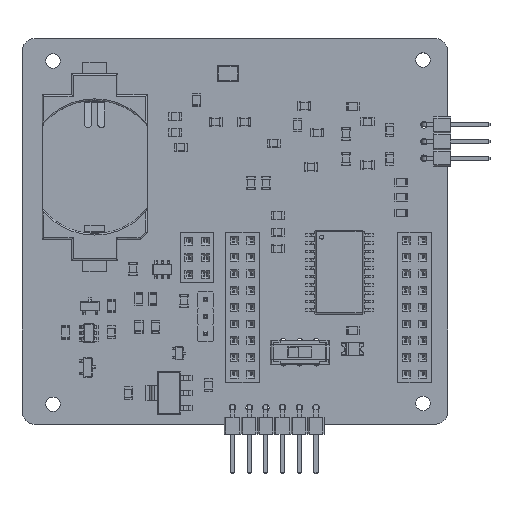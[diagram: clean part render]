
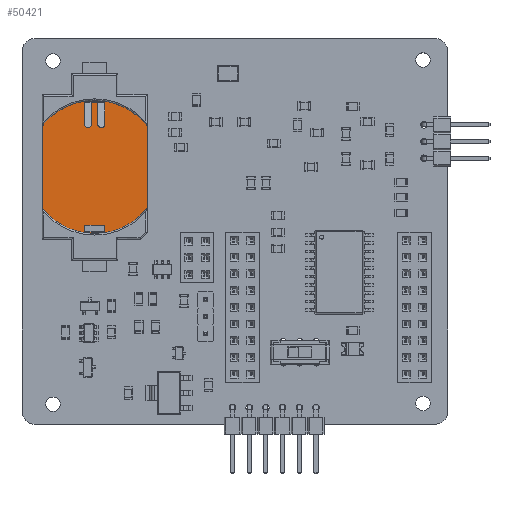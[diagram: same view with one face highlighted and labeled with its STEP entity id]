
A CAD part, top view. The second image highlights one B-rep face of the part: STEP entity #50421.
In plain terms, the highlighted planar face has unit normal (0, 0, 1).
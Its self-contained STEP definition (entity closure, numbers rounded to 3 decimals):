
#50191 = VERTEX_POINT('',#50192);
#50192 = CARTESIAN_POINT('',(-6.222,-8.,1.1));
#50198 = EDGE_CURVE('',#50191,#50199,#50201,.T.);
#50199 = VERTEX_POINT('',#50200);
#50200 = CARTESIAN_POINT('',(6.222,-8.,1.1));
#50201 = LINE('',#50202,#50203);
#50202 = CARTESIAN_POINT('',(-5.5,-8.,1.1));
#50203 = VECTOR('',#50204,1.);
#50204 = DIRECTION('',(1.,0.,0.));
#50362 = EDGE_CURVE('',#50199,#50363,#50365,.T.);
#50363 = VERTEX_POINT('',#50364);
#50364 = CARTESIAN_POINT('',(10.135,0.,1.1));
#50365 = CIRCLE('',#50366,10.135);
#50366 = AXIS2_PLACEMENT_3D('',#50367,#50368,#50369);
#50367 = CARTESIAN_POINT('',(0.,0.,1.1));
#50368 = DIRECTION('',(0.,0.,1.));
#50369 = DIRECTION('',(1.,0.,-0.));
#50371 = EDGE_CURVE('',#50363,#50372,#50374,.T.);
#50372 = VERTEX_POINT('',#50373);
#50373 = CARTESIAN_POINT('',(6.222,8.,1.1));
#50374 = CIRCLE('',#50375,10.135);
#50375 = AXIS2_PLACEMENT_3D('',#50376,#50377,#50378);
#50376 = CARTESIAN_POINT('',(0.,0.,1.1));
#50377 = DIRECTION('',(0.,0.,1.));
#50378 = DIRECTION('',(1.,0.,-0.));
#50421 = ADVANCED_FACE('',(#50422,#50442,#50476),#50574,.T.);
#50422 = FACE_BOUND('',#50423,.T.);
#50423 = EDGE_LOOP('',(#50424,#50425,#50426,#50434,#50441));
#50424 = ORIENTED_EDGE('',*,*,#50362,.T.);
#50425 = ORIENTED_EDGE('',*,*,#50371,.T.);
#50426 = ORIENTED_EDGE('',*,*,#50427,.T.);
#50427 = EDGE_CURVE('',#50372,#50428,#50430,.T.);
#50428 = VERTEX_POINT('',#50429);
#50429 = CARTESIAN_POINT('',(-6.222,8.,1.1));
#50430 = LINE('',#50431,#50432);
#50431 = CARTESIAN_POINT('',(5.5,8.,1.1));
#50432 = VECTOR('',#50433,1.);
#50433 = DIRECTION('',(-1.,0.,0.));
#50434 = ORIENTED_EDGE('',*,*,#50435,.T.);
#50435 = EDGE_CURVE('',#50428,#50191,#50436,.T.);
#50436 = CIRCLE('',#50437,10.135);
#50437 = AXIS2_PLACEMENT_3D('',#50438,#50439,#50440);
#50438 = CARTESIAN_POINT('',(0.,0.,1.1));
#50439 = DIRECTION('',(0.,0.,1.));
#50440 = DIRECTION('',(1.,0.,-0.));
#50441 = ORIENTED_EDGE('',*,*,#50198,.T.);
#50442 = FACE_BOUND('',#50443,.T.);
#50443 = EDGE_LOOP('',(#50444,#50454,#50462,#50470));
#50444 = ORIENTED_EDGE('',*,*,#50445,.F.);
#50445 = EDGE_CURVE('',#50446,#50448,#50450,.T.);
#50446 = VERTEX_POINT('',#50447);
#50447 = CARTESIAN_POINT('',(-9.785,1.5,1.1));
#50448 = VERTEX_POINT('',#50449);
#50449 = CARTESIAN_POINT('',(-9.885,1.5,1.1));
#50450 = LINE('',#50451,#50452);
#50451 = CARTESIAN_POINT('',(-4.872,1.5,1.1));
#50452 = VECTOR('',#50453,1.);
#50453 = DIRECTION('',(-1.,0.,0.));
#50454 = ORIENTED_EDGE('',*,*,#50455,.T.);
#50455 = EDGE_CURVE('',#50446,#50456,#50458,.T.);
#50456 = VERTEX_POINT('',#50457);
#50457 = CARTESIAN_POINT('',(-9.785,-1.5,1.1));
#50458 = LINE('',#50459,#50460);
#50459 = CARTESIAN_POINT('',(-9.785,-0.75,1.1));
#50460 = VECTOR('',#50461,1.);
#50461 = DIRECTION('',(0.,-1.,0.));
#50462 = ORIENTED_EDGE('',*,*,#50463,.F.);
#50463 = EDGE_CURVE('',#50464,#50456,#50466,.T.);
#50464 = VERTEX_POINT('',#50465);
#50465 = CARTESIAN_POINT('',(-9.885,-1.5,1.1));
#50466 = LINE('',#50467,#50468);
#50467 = CARTESIAN_POINT('',(-4.872,-1.5,1.1));
#50468 = VECTOR('',#50469,1.);
#50469 = DIRECTION('',(1.,0.,0.));
#50470 = ORIENTED_EDGE('',*,*,#50471,.T.);
#50471 = EDGE_CURVE('',#50464,#50448,#50472,.T.);
#50472 = LINE('',#50473,#50474);
#50473 = CARTESIAN_POINT('',(-9.885,0.75,1.1));
#50474 = VECTOR('',#50475,1.);
#50475 = DIRECTION('',(0.,1.,0.));
#50476 = FACE_BOUND('',#50477,.T.);
#50477 = EDGE_LOOP('',(#50478,#50488,#50496,#50504,#50512,#50520,#50528,
    #50536,#50544,#50552,#50560,#50568));
#50478 = ORIENTED_EDGE('',*,*,#50479,.T.);
#50479 = EDGE_CURVE('',#50480,#50482,#50484,.T.);
#50480 = VERTEX_POINT('',#50481);
#50481 = CARTESIAN_POINT('',(9.785,-0.5,1.1));
#50482 = VERTEX_POINT('',#50483);
#50483 = CARTESIAN_POINT('',(9.785,0.5,1.1));
#50484 = LINE('',#50485,#50486);
#50485 = CARTESIAN_POINT('',(9.785,0.75,1.1));
#50486 = VECTOR('',#50487,1.);
#50487 = DIRECTION('',(0.,1.,0.));
#50488 = ORIENTED_EDGE('',*,*,#50489,.T.);
#50489 = EDGE_CURVE('',#50482,#50490,#50492,.T.);
#50490 = VERTEX_POINT('',#50491);
#50491 = CARTESIAN_POINT('',(9.726,0.5,1.1));
#50492 = LINE('',#50493,#50494);
#50493 = CARTESIAN_POINT('',(2.994,0.5,1.1));
#50494 = VECTOR('',#50495,1.);
#50495 = DIRECTION('',(-1.,0.,0.));
#50496 = ORIENTED_EDGE('',*,*,#50497,.T.);
#50497 = EDGE_CURVE('',#50490,#50498,#50500,.T.);
#50498 = VERTEX_POINT('',#50499);
#50499 = CARTESIAN_POINT('',(9.726,1.5,1.1));
#50500 = LINE('',#50501,#50502);
#50501 = CARTESIAN_POINT('',(9.726,0.5,1.1));
#50502 = VECTOR('',#50503,1.);
#50503 = DIRECTION('',(0.,1.,0.));
#50504 = ORIENTED_EDGE('',*,*,#50505,.F.);
#50505 = EDGE_CURVE('',#50506,#50498,#50508,.T.);
#50506 = VERTEX_POINT('',#50507);
#50507 = CARTESIAN_POINT('',(10.019,1.5,1.1));
#50508 = LINE('',#50509,#50510);
#50509 = CARTESIAN_POINT('',(4.61,1.5,1.1));
#50510 = VECTOR('',#50511,1.);
#50511 = DIRECTION('',(-1.,0.,0.));
#50512 = ORIENTED_EDGE('',*,*,#50513,.F.);
#50513 = EDGE_CURVE('',#50514,#50506,#50516,.T.);
#50514 = VERTEX_POINT('',#50515);
#50515 = CARTESIAN_POINT('',(10.019,0.5,1.1));
#50516 = LINE('',#50517,#50518);
#50517 = CARTESIAN_POINT('',(10.019,0.5,1.1));
#50518 = VECTOR('',#50519,1.);
#50519 = DIRECTION('',(0.,1.,0.));
#50520 = ORIENTED_EDGE('',*,*,#50521,.T.);
#50521 = EDGE_CURVE('',#50514,#50522,#50524,.T.);
#50522 = VERTEX_POINT('',#50523);
#50523 = CARTESIAN_POINT('',(9.885,0.5,1.1));
#50524 = LINE('',#50525,#50526);
#50525 = CARTESIAN_POINT('',(2.994,0.5,1.1));
#50526 = VECTOR('',#50527,1.);
#50527 = DIRECTION('',(-1.,0.,0.));
#50528 = ORIENTED_EDGE('',*,*,#50529,.T.);
#50529 = EDGE_CURVE('',#50522,#50530,#50532,.T.);
#50530 = VERTEX_POINT('',#50531);
#50531 = CARTESIAN_POINT('',(9.885,-0.5,1.1));
#50532 = LINE('',#50533,#50534);
#50533 = CARTESIAN_POINT('',(9.885,-0.75,1.1));
#50534 = VECTOR('',#50535,1.);
#50535 = DIRECTION('',(0.,-1.,0.));
#50536 = ORIENTED_EDGE('',*,*,#50537,.T.);
#50537 = EDGE_CURVE('',#50530,#50538,#50540,.T.);
#50538 = VERTEX_POINT('',#50539);
#50539 = CARTESIAN_POINT('',(10.019,-0.5,1.1));
#50540 = LINE('',#50541,#50542);
#50541 = CARTESIAN_POINT('',(5.375,-0.5,1.1));
#50542 = VECTOR('',#50543,1.);
#50543 = DIRECTION('',(1.,0.,0.));
#50544 = ORIENTED_EDGE('',*,*,#50545,.F.);
#50545 = EDGE_CURVE('',#50546,#50538,#50548,.T.);
#50546 = VERTEX_POINT('',#50547);
#50547 = CARTESIAN_POINT('',(10.019,-1.5,1.1));
#50548 = LINE('',#50549,#50550);
#50549 = CARTESIAN_POINT('',(10.019,-0.5,1.1));
#50550 = VECTOR('',#50551,1.);
#50551 = DIRECTION('',(0.,1.,0.));
#50552 = ORIENTED_EDGE('',*,*,#50553,.F.);
#50553 = EDGE_CURVE('',#50554,#50546,#50556,.T.);
#50554 = VERTEX_POINT('',#50555);
#50555 = CARTESIAN_POINT('',(9.726,-1.5,1.1));
#50556 = LINE('',#50557,#50558);
#50557 = CARTESIAN_POINT('',(4.61,-1.5,1.1));
#50558 = VECTOR('',#50559,1.);
#50559 = DIRECTION('',(1.,0.,0.));
#50560 = ORIENTED_EDGE('',*,*,#50561,.T.);
#50561 = EDGE_CURVE('',#50554,#50562,#50564,.T.);
#50562 = VERTEX_POINT('',#50563);
#50563 = CARTESIAN_POINT('',(9.726,-0.5,1.1));
#50564 = LINE('',#50565,#50566);
#50565 = CARTESIAN_POINT('',(9.726,-0.5,1.1));
#50566 = VECTOR('',#50567,1.);
#50567 = DIRECTION('',(0.,1.,0.));
#50568 = ORIENTED_EDGE('',*,*,#50569,.T.);
#50569 = EDGE_CURVE('',#50562,#50480,#50570,.T.);
#50570 = LINE('',#50571,#50572);
#50571 = CARTESIAN_POINT('',(5.375,-0.5,1.1));
#50572 = VECTOR('',#50573,1.);
#50573 = DIRECTION('',(1.,0.,0.));
#50574 = PLANE('',#50575);
#50575 = AXIS2_PLACEMENT_3D('',#50576,#50577,#50578);
#50576 = CARTESIAN_POINT('',(0.,0.,1.1)
  );
#50577 = DIRECTION('',(0.,0.,1.));
#50578 = DIRECTION('',(1.,0.,-0.));
